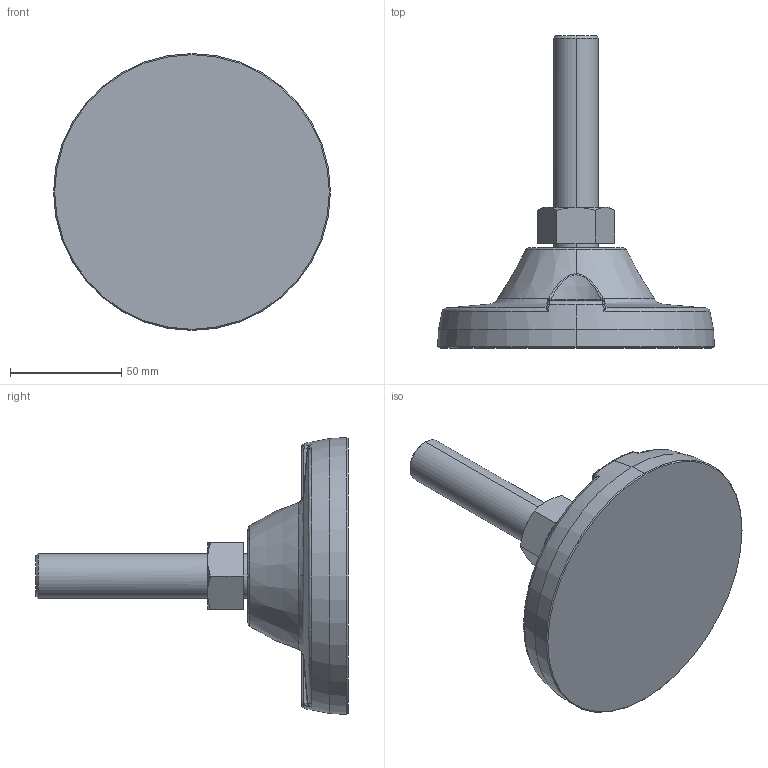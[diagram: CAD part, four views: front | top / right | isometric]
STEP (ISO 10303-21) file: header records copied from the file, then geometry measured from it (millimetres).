
FILE_DESCRIPTION (( 'STEP AP214' ), '1' );
FILE_NAME ('Rexnord-R0169 -624802.STEP', '2023-08-01T10:08:05', ( '' ), ( '' ), 'SwSTEP 2.0', 'SolidWorks 2022', '' );
FILE_SCHEMA (( 'AUTOMOTIVE_DESIGN' ));
Length unit declared in the file: millimetre
Products named in the file (3): Rexnord-R0169 -624802_R0169; Rexnord-R0169 -624802_M20; Rexnord-R0169 -624802
Assembly tree (2 placements, depth 2):
  Rexnord-R0169 -624802
    Rexnord-R0169 -624802_R0169
    Rexnord-R0169 -624802_M20
Bounding box: 124.15 x 140 x 124.15 mm (x, y, z)
Volume: 333909.1 mm3; surface area: 42501.5 mm2
Topology: 2 solids, 2 shells, 109 faces, 258 edges, 152 vertices
Faces by surface type: bspline 57, plane 23, cone 21, cylinder 8
Entity records: 6569 total; most frequent: CARTESIAN_POINT 3316, ORIENTED_EDGE 508, DIRECTION 269, EDGE_CURVE 254, VERTEX_POINT 152, B_SPLINE_CURVE_WITH_KNOTS 121, UNCERTAINTY_MEASURE_WITH_UNIT 116, EDGE_LOOP 114
